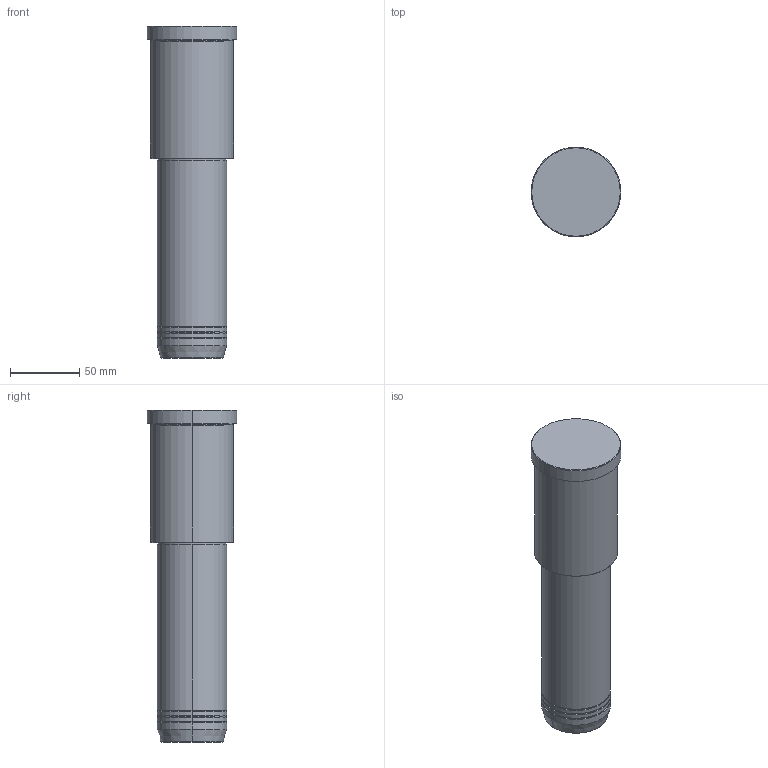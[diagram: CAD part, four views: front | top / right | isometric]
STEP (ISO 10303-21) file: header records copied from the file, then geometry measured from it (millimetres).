
FILE_DESCRIPTION (( 'STEP AP203' ), '1' );
FILE_NAME ('6f32.STEP', '2024-01-02T16:32:27', ( '' ), ( '' ), 'SwSTEP 2.0', 'SolidWorks 2019', '' );
FILE_SCHEMA (( 'CONFIG_CONTROL_DESIGN' ));
Length unit declared in the file: millimetre
Products named in the file (1): 6f32
Bounding box: 65 x 65 x 240 mm (x, y, z)
Volume: 557048.3 mm3; surface area: 47512.1 mm2
Topology: 1 solids, 1 shells, 43 faces, 84 edges, 46 vertices
Faces by surface type: torus 18, cylinder 14, cone 6, plane 5
Entity records: 1179 total; most frequent: DIRECTION 236, CARTESIAN_POINT 174, ORIENTED_EDGE 168, AXIS2_PLACEMENT_3D 108, EDGE_CURVE 84, CIRCLE 64, EDGE_LOOP 46, VERTEX_POINT 46
